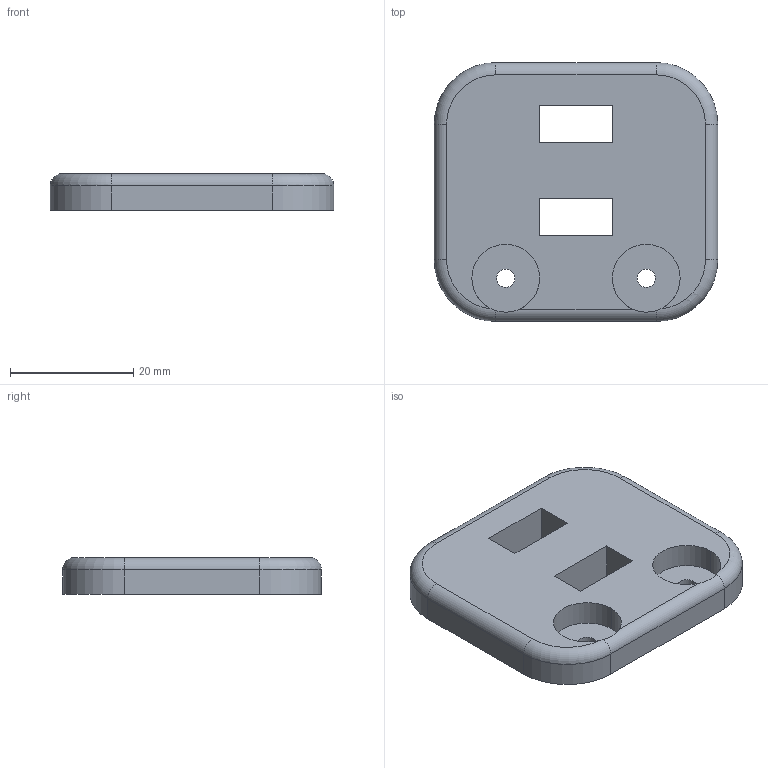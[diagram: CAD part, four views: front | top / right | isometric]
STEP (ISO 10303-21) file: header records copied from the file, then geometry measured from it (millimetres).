
FILE_DESCRIPTION (( 'STEP AP203' ), '1' );
FILE_NAME ('Spool roller bottom CR-10 v3.STEP', '2019-01-26T18:04:58', ( '' ), ( '' ), 'SwSTEP 2.0', 'SolidWorks 2018', '' );
FILE_SCHEMA (( 'CONFIG_CONTROL_DESIGN' ));
Length unit declared in the file: millimetre
Products named in the file (1): Spool roller bottom CR-10 v3
Bounding box: 46 x 42 x 6 mm (x, y, z)
Volume: 9290.5 mm3; surface area: 4936.7 mm2
Topology: 1 solids, 1 shells, 36 faces, 94 edges, 60 vertices
Faces by surface type: cylinder 16, plane 16, torus 4
Entity records: 1221 total; most frequent: CARTESIAN_POINT 215, DIRECTION 202, ORIENTED_EDGE 188, EDGE_CURVE 94, AXIS2_PLACEMENT_3D 75, VERTEX_POINT 60, LINE 52, VECTOR 52
